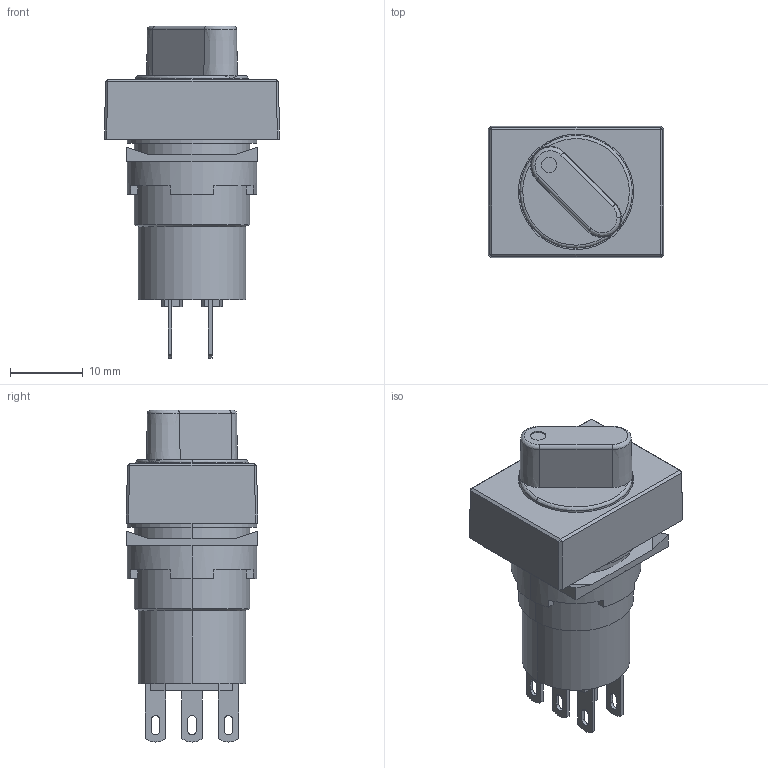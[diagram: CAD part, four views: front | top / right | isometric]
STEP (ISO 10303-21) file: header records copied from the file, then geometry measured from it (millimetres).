
FILE_DESCRIPTION (( 'STEP AP214' ), '1' );
FILE_NAME ('24_AS6H-[2][3]$Yx(P).STEP', '2021-03-26T06:15:44', ( 'IDEC' ), ( 'IDEC' ), 'SwSTEP 2.0', 'SolidWorks 2019', '' );
FILE_SCHEMA (( 'AUTOMOTIVE_DESIGN' ));
Length unit declared in the file: millimetre
Products named in the file (4): 16-NUT-SET; A6-Nonill-Body; 24_AS6H-[2][3]$Yx(P); A6-Selector-Rectanglar
Assembly tree (3 placements, depth 2):
  24_AS6H-[2][3]$Yx(P)
    A6-Nonill-Body
    A6-Selector-Rectanglar
    16-NUT-SET
Bounding box: 24 x 18 x 45.5 mm (x, y, z)
Volume: 8598.5 mm3; surface area: 4534.7 mm2
Topology: 3 solids, 3 shells, 175 faces, 456 edges, 295 vertices
Faces by surface type: plane 120, cylinder 44, bspline 6, cone 5
Entity records: 6007 total; most frequent: CARTESIAN_POINT 1473, DIRECTION 913, ORIENTED_EDGE 912, EDGE_CURVE 456, VECTOR 327, LINE 327, VERTEX_POINT 295, AXIS2_PLACEMENT_3D 293
